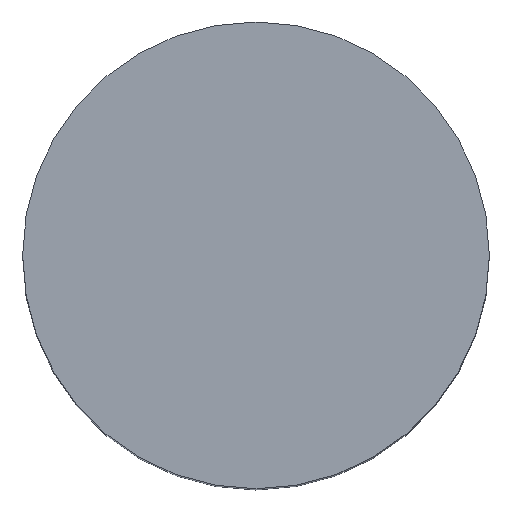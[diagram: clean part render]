
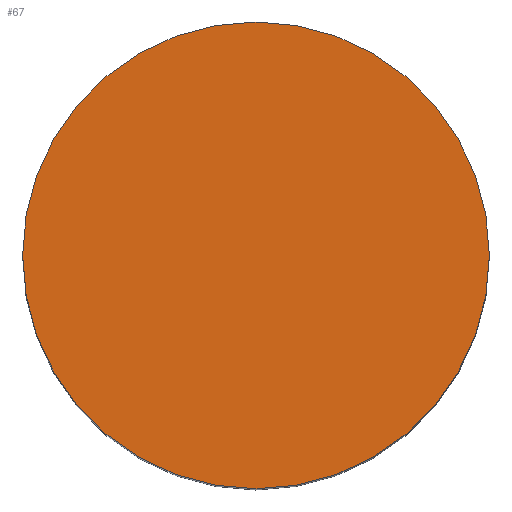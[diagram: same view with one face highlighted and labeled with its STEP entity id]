
A CAD part, top view. The second image highlights one B-rep face of the part: STEP entity #67.
In plain terms, the highlighted planar face has unit normal (0, 0, 1).
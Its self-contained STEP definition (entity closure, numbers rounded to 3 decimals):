
#38=EDGE_CURVE('',#39,#39,#41,.F.);
#39=VERTEX_POINT('',#40);
#40=CARTESIAN_POINT('',(4.25,0.,13.0));
#41=CIRCLE('',#42,4.25);
#42=AXIS2_PLACEMENT_3D('',#43,#44,#45);
#43=CARTESIAN_POINT('',(0.0,0.0,13.0));
#44=DIRECTION('',(0.0,0.0,1.0));
#45=DIRECTION('',(1.0,0.0,0.0));
#67=ADVANCED_FACE('',(#68),#71,.T.);
#68=FACE_BOUND('',#69,.T.);
#69=EDGE_LOOP('',(#70));
#70=ORIENTED_EDGE('',*,*,#38,.F.);
#71=PLANE('',#72);
#72=AXIS2_PLACEMENT_3D('',#73,#74,#75);
#73=CARTESIAN_POINT('',(0.0,0.0,13.0));
#74=DIRECTION('',(0.0,0.0,1.0));
#75=DIRECTION('',(1.0,0.0,0.0));
